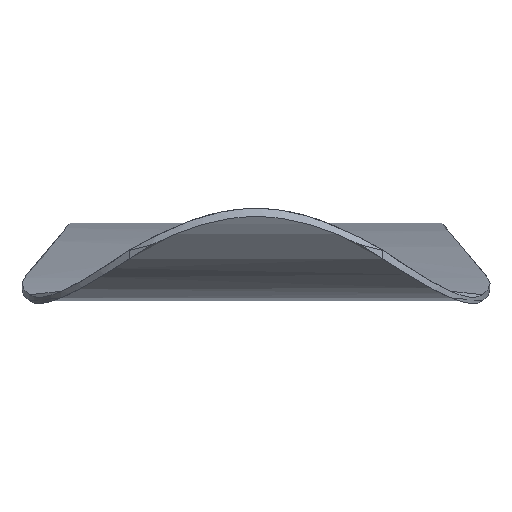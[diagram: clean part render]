
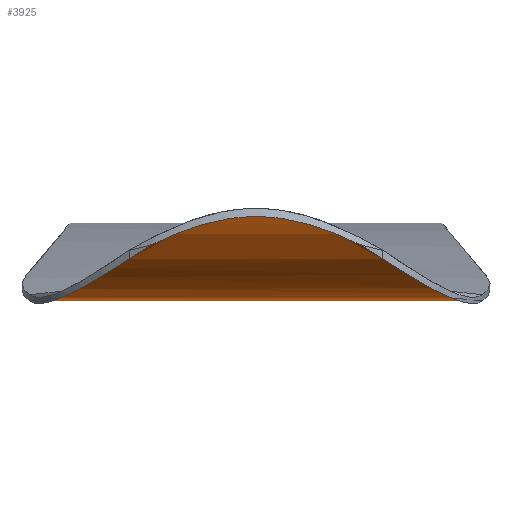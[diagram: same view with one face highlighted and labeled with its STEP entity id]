
A CAD part, left-side view. The second image highlights one B-rep face of the part: STEP entity #3925.
In plain terms, the highlighted free-form (B-spline) face has degree [2, 1] with [3, 2] control points.
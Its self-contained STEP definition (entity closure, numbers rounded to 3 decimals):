
#3810=(
BOUNDED_SURFACE()
B_SPLINE_SURFACE(2,1,((#3811,#3812),(#3813,#3814),(#3815,#3816)),.UNSPECIFIED.,.F.,.F.,.F.)
B_SPLINE_SURFACE_WITH_KNOTS((3,3),(2,2),(0.000,1.000),(0.000,1.000),.UNSPECIFIED.)
GEOMETRIC_REPRESENTATION_ITEM()
RATIONAL_B_SPLINE_SURFACE(((1.,1.),(0.76,0.76),(1.,1.)))
REPRESENTATION_ITEM('')
SURFACE()
);
#3811=CARTESIAN_POINT('',(-590.,175.,75.798));
#3812=CARTESIAN_POINT('',(-590.,-175.,75.798));
#3813=CARTESIAN_POINT('',(-560.79,175.,-4.457));
#3814=CARTESIAN_POINT('',(-560.79,-175.,-4.457));
#3815=CARTESIAN_POINT('',(-476.953,175.,11.837));
#3816=CARTESIAN_POINT('',(-476.953,-175.,11.837));
#3817=CARTESIAN_POINT('',(-476.953,145.377,11.837));
#3818=VERTEX_POINT('',#3817);
#3819=(
BOUNDED_CURVE()
B_SPLINE_CURVE(3,(#3820,#3821,#3822,#3823),.UNSPECIFIED.,.F.,.F.)
B_SPLINE_CURVE_WITH_KNOTS((4,4),(0.000,1.000),.UNSPECIFIED.)
CURVE()
GEOMETRIC_REPRESENTATION_ITEM()
RATIONAL_B_SPLINE_CURVE((1.,1.,1.,1.))
REPRESENTATION_ITEM('')
);
#3820=CARTESIAN_POINT('',(-476.953,145.377,11.837));
#3821=CARTESIAN_POINT('',(-480.486,144.479,11.15));
#3822=CARTESIAN_POINT('',(-484.031,143.44,10.66));
#3823=CARTESIAN_POINT('',(-487.538,142.268,10.361));
#3824=CARTESIAN_POINT('',(-487.538,142.268,10.361));
#3825=VERTEX_POINT('',#3824);
#3826=EDGE_CURVE('',#3818,#3825,#3819,.T.);
#3827=ORIENTED_EDGE('',*,*,#3826,.T.);
#3828=(
BOUNDED_CURVE()
B_SPLINE_CURVE(3,(#3829,#3830,#3831,#3832),.UNSPECIFIED.,.F.,.F.)
B_SPLINE_CURVE_WITH_KNOTS((4,4),(0.000,1.000),.UNSPECIFIED.)
CURVE()
GEOMETRIC_REPRESENTATION_ITEM()
RATIONAL_B_SPLINE_CURVE((1.,1.,1.,1.))
REPRESENTATION_ITEM('')
);
#3829=CARTESIAN_POINT('',(-487.538,142.268,10.361));
#3830=CARTESIAN_POINT('',(-499.938,138.125,9.304));
#3831=CARTESIAN_POINT('',(-512.128,132.139,10.687));
#3832=CARTESIAN_POINT('',(-522.784,125.087,13.645));
#3833=CARTESIAN_POINT('',(-522.784,125.087,13.645));
#3834=VERTEX_POINT('',#3833);
#3835=EDGE_CURVE('',#3825,#3834,#3828,.T.);
#3836=ORIENTED_EDGE('',*,*,#3835,.T.);
#3837=(
BOUNDED_CURVE()
B_SPLINE_CURVE(3,(#3838,#3839,#3840,#3841),.UNSPECIFIED.,.F.,.F.)
B_SPLINE_CURVE_WITH_KNOTS((4,4),(0.000,1.000),.UNSPECIFIED.)
CURVE()
GEOMETRIC_REPRESENTATION_ITEM()
RATIONAL_B_SPLINE_CURVE((1.,1.,1.,1.))
REPRESENTATION_ITEM('')
);
#3838=CARTESIAN_POINT('',(-522.784,125.087,13.645));
#3839=CARTESIAN_POINT('',(-540.887,113.107,18.671));
#3840=CARTESIAN_POINT('',(-555.642,97.538,28.336));
#3841=CARTESIAN_POINT('',(-566.26,80.984,38.811));
#3842=CARTESIAN_POINT('',(-566.26,80.984,38.811));
#3843=VERTEX_POINT('',#3842);
#3844=EDGE_CURVE('',#3834,#3843,#3837,.T.);
#3845=ORIENTED_EDGE('',*,*,#3844,.T.);
#3846=(
BOUNDED_CURVE()
B_SPLINE_CURVE(3,(#3847,#3848,#3849,#3850),.UNSPECIFIED.,.F.,.F.)
B_SPLINE_CURVE_WITH_KNOTS((4,4),(0.000,1.000),.UNSPECIFIED.)
CURVE()
GEOMETRIC_REPRESENTATION_ITEM()
RATIONAL_B_SPLINE_CURVE((1.,1.,1.,1.))
REPRESENTATION_ITEM('')
);
#3847=CARTESIAN_POINT('',(-566.26,80.984,38.811));
#3848=CARTESIAN_POINT('',(-569.232,76.351,41.743));
#3849=CARTESIAN_POINT('',(-571.926,71.59,44.769));
#3850=CARTESIAN_POINT('',(-574.346,66.717,47.817));
#3851=CARTESIAN_POINT('',(-574.346,66.717,47.817));
#3852=VERTEX_POINT('',#3851);
#3853=EDGE_CURVE('',#3843,#3852,#3846,.T.);
#3854=ORIENTED_EDGE('',*,*,#3853,.T.);
#3855=(
BOUNDED_CURVE()
B_SPLINE_CURVE(3,(#3856,#3857,#3858,#3859),.UNSPECIFIED.,.F.,.F.)
B_SPLINE_CURVE_WITH_KNOTS((4,4),(0.000,1.000),.UNSPECIFIED.)
CURVE()
GEOMETRIC_REPRESENTATION_ITEM()
RATIONAL_B_SPLINE_CURVE((1.,1.,1.,1.))
REPRESENTATION_ITEM('')
);
#3856=CARTESIAN_POINT('',(-574.346,66.717,47.817));
#3857=CARTESIAN_POINT('',(-580.319,51.59,55.34));
#3858=CARTESIAN_POINT('',(-583.808,34.478,62.004));
#3859=CARTESIAN_POINT('',(-585.131,16.797,64.601));
#3860=CARTESIAN_POINT('',(-585.131,16.797,64.601));
#3861=VERTEX_POINT('',#3860);
#3862=EDGE_CURVE('',#3852,#3861,#3855,.T.);
#3863=ORIENTED_EDGE('',*,*,#3862,.T.);
#3864=(
BOUNDED_CURVE()
B_SPLINE_CURVE(3,(#3865,#3866,#3867,#3868),.UNSPECIFIED.,.F.,.F.)
B_SPLINE_CURVE_WITH_KNOTS((4,4),(0.000,1.000),.UNSPECIFIED.)
CURVE()
GEOMETRIC_REPRESENTATION_ITEM()
RATIONAL_B_SPLINE_CURVE((1.,1.,1.,1.))
REPRESENTATION_ITEM('')
);
#3865=CARTESIAN_POINT('',(-585.131,16.797,64.601));
#3866=CARTESIAN_POINT('',(-585.957,5.757,66.222));
#3867=CARTESIAN_POINT('',(-585.958,-5.728,66.223));
#3868=CARTESIAN_POINT('',(-585.133,-16.768,64.605));
#3869=CARTESIAN_POINT('',(-585.133,-16.768,64.605));
#3870=VERTEX_POINT('',#3869);
#3871=EDGE_CURVE('',#3861,#3870,#3864,.T.);
#3872=ORIENTED_EDGE('',*,*,#3871,.T.);
#3873=(
BOUNDED_CURVE()
B_SPLINE_CURVE(3,(#3874,#3875,#3876,#3877),.UNSPECIFIED.,.F.,.F.)
B_SPLINE_CURVE_WITH_KNOTS((4,4),(0.000,1.000),.UNSPECIFIED.)
CURVE()
GEOMETRIC_REPRESENTATION_ITEM()
RATIONAL_B_SPLINE_CURVE((1.,1.,1.,1.))
REPRESENTATION_ITEM('')
);
#3874=CARTESIAN_POINT('',(-585.133,-16.768,64.605));
#3875=CARTESIAN_POINT('',(-583.812,-34.459,62.011));
#3876=CARTESIAN_POINT('',(-580.323,-51.582,55.344));
#3877=CARTESIAN_POINT('',(-574.346,-66.717,47.817));
#3878=CARTESIAN_POINT('',(-574.346,-66.717,47.817));
#3879=VERTEX_POINT('',#3878);
#3880=EDGE_CURVE('',#3870,#3879,#3873,.T.);
#3881=ORIENTED_EDGE('',*,*,#3880,.T.);
#3882=(
BOUNDED_CURVE()
B_SPLINE_CURVE(3,(#3883,#3884,#3885,#3886),.UNSPECIFIED.,.F.,.F.)
B_SPLINE_CURVE_WITH_KNOTS((4,4),(0.000,1.000),.UNSPECIFIED.)
CURVE()
GEOMETRIC_REPRESENTATION_ITEM()
RATIONAL_B_SPLINE_CURVE((1.,1.,1.,1.))
REPRESENTATION_ITEM('')
);
#3883=CARTESIAN_POINT('',(-574.346,-66.717,47.817));
#3884=CARTESIAN_POINT('',(-571.926,-71.59,44.769));
#3885=CARTESIAN_POINT('',(-569.232,-76.351,41.743));
#3886=CARTESIAN_POINT('',(-566.26,-80.984,38.811));
#3887=CARTESIAN_POINT('',(-566.26,-80.984,38.811));
#3888=VERTEX_POINT('',#3887);
#3889=EDGE_CURVE('',#3879,#3888,#3882,.T.);
#3890=ORIENTED_EDGE('',*,*,#3889,.T.);
#3891=(
BOUNDED_CURVE()
B_SPLINE_CURVE(3,(#3892,#3893,#3894,#3895),.UNSPECIFIED.,.F.,.F.)
B_SPLINE_CURVE_WITH_KNOTS((4,4),(0.000,1.000),.UNSPECIFIED.)
CURVE()
GEOMETRIC_REPRESENTATION_ITEM()
RATIONAL_B_SPLINE_CURVE((1.,1.,1.,1.))
REPRESENTATION_ITEM('')
);
#3892=CARTESIAN_POINT('',(-566.26,-80.984,38.811));
#3893=CARTESIAN_POINT('',(-555.642,-97.538,28.336));
#3894=CARTESIAN_POINT('',(-540.887,-113.107,18.671));
#3895=CARTESIAN_POINT('',(-522.784,-125.087,13.645));
#3896=CARTESIAN_POINT('',(-522.784,-125.087,13.645));
#3897=VERTEX_POINT('',#3896);
#3898=EDGE_CURVE('',#3888,#3897,#3891,.T.);
#3899=ORIENTED_EDGE('',*,*,#3898,.T.);
#3900=(
BOUNDED_CURVE()
B_SPLINE_CURVE(3,(#3901,#3902,#3903,#3904),.UNSPECIFIED.,.F.,.F.)
B_SPLINE_CURVE_WITH_KNOTS((4,4),(0.000,1.000),.UNSPECIFIED.)
CURVE()
GEOMETRIC_REPRESENTATION_ITEM()
RATIONAL_B_SPLINE_CURVE((1.,1.,1.,1.))
REPRESENTATION_ITEM('')
);
#3901=CARTESIAN_POINT('',(-522.784,-125.087,13.645));
#3902=CARTESIAN_POINT('',(-512.128,-132.139,10.687));
#3903=CARTESIAN_POINT('',(-499.938,-138.125,9.304));
#3904=CARTESIAN_POINT('',(-487.538,-142.268,10.361));
#3905=CARTESIAN_POINT('',(-487.538,-142.268,10.361));
#3906=VERTEX_POINT('',#3905);
#3907=EDGE_CURVE('',#3897,#3906,#3900,.T.);
#3908=ORIENTED_EDGE('',*,*,#3907,.T.);
#3909=(
BOUNDED_CURVE()
B_SPLINE_CURVE(3,(#3910,#3911,#3912,#3913),.UNSPECIFIED.,.F.,.F.)
B_SPLINE_CURVE_WITH_KNOTS((4,4),(0.000,1.000),.UNSPECIFIED.)
CURVE()
GEOMETRIC_REPRESENTATION_ITEM()
RATIONAL_B_SPLINE_CURVE((1.,1.,1.,1.))
REPRESENTATION_ITEM('')
);
#3910=CARTESIAN_POINT('',(-487.538,-142.268,10.361));
#3911=CARTESIAN_POINT('',(-484.031,-143.44,10.66));
#3912=CARTESIAN_POINT('',(-480.486,-144.479,11.15));
#3913=CARTESIAN_POINT('',(-476.953,-145.377,11.837));
#3914=CARTESIAN_POINT('',(-476.953,-145.377,11.837));
#3915=VERTEX_POINT('',#3914);
#3916=EDGE_CURVE('',#3906,#3915,#3909,.T.);
#3917=ORIENTED_EDGE('',*,*,#3916,.T.);
#3918=(
BOUNDED_CURVE()
B_SPLINE_CURVE(1,(#3919,#3920),.UNSPECIFIED.,.F.,.F.)
B_SPLINE_CURVE_WITH_KNOTS((2,2),(0.000,1.000),.UNSPECIFIED.)
CURVE()
GEOMETRIC_REPRESENTATION_ITEM()
RATIONAL_B_SPLINE_CURVE((1.,1.))
REPRESENTATION_ITEM('')
);
#3919=CARTESIAN_POINT('',(-476.953,-145.377,11.837));
#3920=CARTESIAN_POINT('',(-476.953,145.377,11.837));
#3921=EDGE_CURVE('',#3915,#3818,#3918,.T.);
#3922=ORIENTED_EDGE('',*,*,#3921,.T.);
#3923=EDGE_LOOP('',(#3827,#3836,#3845,#3854,#3863,#3872,#3881,#3890,#3899,#3908,#3917,#3922));
#3924=FACE_OUTER_BOUND('',#3923,.T.);
#3925=ADVANCED_FACE('',(#3924),#3810,.T.);
